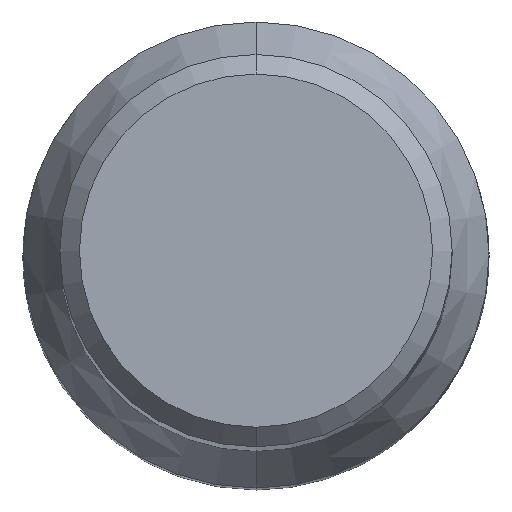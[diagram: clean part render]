
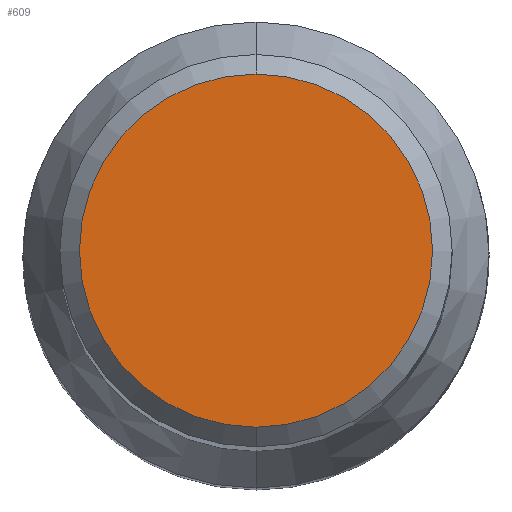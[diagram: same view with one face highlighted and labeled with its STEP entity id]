
A CAD part, top view. The second image highlights one B-rep face of the part: STEP entity #609.
In plain terms, the highlighted planar face has unit normal (0, 0, 1).
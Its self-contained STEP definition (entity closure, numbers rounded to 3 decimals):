
#383=VERTEX_POINT('',#896);
#397=EDGE_CURVE('',#695,#383,#912,.T.);
#399=EDGE_CURVE('',#383,#695,#914,.T.);
#609=ADVANCED_FACE('',(#1148),#1149,.T.);
#695=VERTEX_POINT('',#1240);
#896=CARTESIAN_POINT('',(0.0,7.2,0.0));
#912=CIRCLE('',#1597,7.2);
#914=CIRCLE('',#1600,7.2);
#1148=FACE_OUTER_BOUND('',#2111,.T.);
#1149=PLANE('',#2112);
#1240=CARTESIAN_POINT('',(0.,-7.2,0.0));
#1597=AXIS2_PLACEMENT_3D('',#2557,#2558,#2559);
#1600=AXIS2_PLACEMENT_3D('',#2560,#2561,#2562);
#2111=EDGE_LOOP('',(#2843,#2844));
#2112=AXIS2_PLACEMENT_3D('',#2845,#2846,#2847);
#2557=CARTESIAN_POINT('',(0.0,0.0,0.0));
#2558=DIRECTION('',(0.0,0.0,-1.0));
#2559=DIRECTION('',(0.0,1.0,0.0));
#2560=CARTESIAN_POINT('',(0.0,0.0,0.0));
#2561=DIRECTION('',(0.0,0.0,-1.0));
#2562=DIRECTION('',(0.0,1.0,0.0));
#2843=ORIENTED_EDGE('',*,*,#399,.F.);
#2844=ORIENTED_EDGE('',*,*,#397,.F.);
#2845=CARTESIAN_POINT('',(0.0,3.6,0.0));
#2846=DIRECTION('',(-0.0,0.0,1.0));
#2847=DIRECTION('',(0.0,-1.0,0.0));
